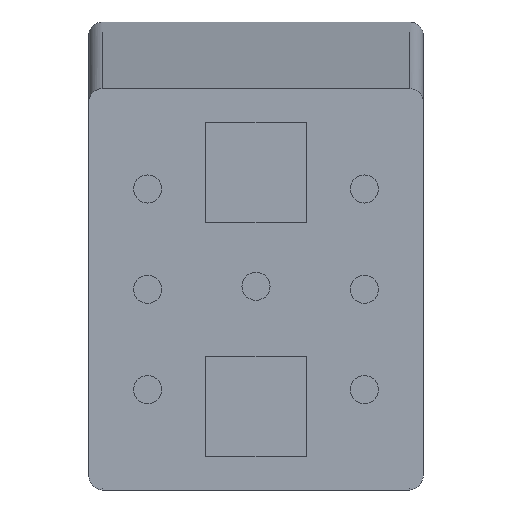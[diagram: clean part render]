
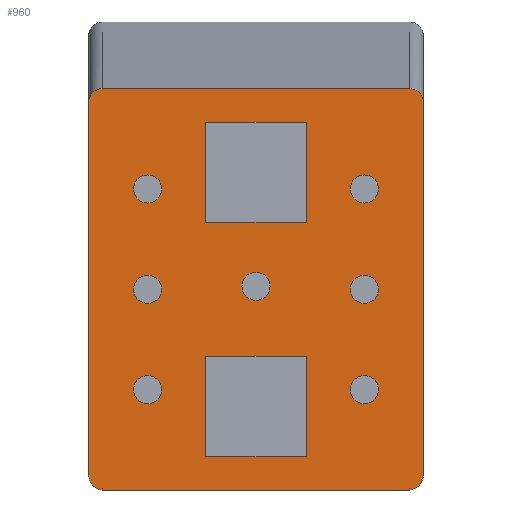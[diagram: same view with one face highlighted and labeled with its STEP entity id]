
A CAD part, front view. The second image highlights one B-rep face of the part: STEP entity #960.
In plain terms, the highlighted planar face has unit normal (0, -1, 0).
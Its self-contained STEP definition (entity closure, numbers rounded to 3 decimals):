
#43=FACE_BOUND('',#211,.T.);
#44=FACE_BOUND('',#212,.T.);
#45=FACE_BOUND('',#213,.T.);
#46=FACE_BOUND('',#214,.T.);
#47=FACE_BOUND('',#215,.T.);
#48=FACE_BOUND('',#216,.T.);
#49=FACE_BOUND('',#217,.T.);
#50=FACE_BOUND('',#218,.T.);
#51=FACE_BOUND('',#219,.T.);
#82=ELLIPSE('',#1050,2.034,2.);
#83=ELLIPSE('',#1052,2.313,2.);
#84=ELLIPSE('',#1065,2.034,2.);
#85=ELLIPSE('',#1067,2.313,2.);
#105=PLANE('',#1068);
#149=FACE_OUTER_BOUND('',#210,.T.);
#210=EDGE_LOOP('',(#765,#766,#767,#768,#769,#770,#771,#772));
#211=EDGE_LOOP('',(#773));
#212=EDGE_LOOP('',(#774));
#213=EDGE_LOOP('',(#775));
#214=EDGE_LOOP('',(#776));
#215=EDGE_LOOP('',(#777));
#216=EDGE_LOOP('',(#778));
#217=EDGE_LOOP('',(#779));
#218=EDGE_LOOP('',(#780,#781,#782,#783));
#219=EDGE_LOOP('',(#784,#785,#786,#787));
#280=LINE('',#1488,#342);
#284=LINE('',#1496,#346);
#287=LINE('',#1502,#349);
#290=LINE('',#1507,#352);
#292=LINE('',#1513,#354);
#296=LINE('',#1521,#358);
#299=LINE('',#1527,#361);
#302=LINE('',#1532,#364);
#310=LINE('',#1572,#372);
#312=LINE('',#1579,#374);
#316=LINE('',#1607,#378);
#317=LINE('',#1608,#379);
#342=VECTOR('',#1198,10.);
#346=VECTOR('',#1204,10.);
#349=VECTOR('',#1209,10.);
#352=VECTOR('',#1214,10.);
#354=VECTOR('',#1220,10.);
#358=VECTOR('',#1226,10.);
#361=VECTOR('',#1231,10.);
#364=VECTOR('',#1236,10.);
#372=VECTOR('',#1264,10.);
#374=VECTOR('',#1272,10.);
#378=VECTOR('',#1292,10.);
#379=VECTOR('',#1293,10.);
#397=CIRCLE('',#1012,2.1);
#399=CIRCLE('',#1016,2.1);
#401=CIRCLE('',#1020,2.1);
#403=CIRCLE('',#1024,2.1);
#405=CIRCLE('',#1028,2.1);
#407=CIRCLE('',#1032,2.1);
#409=CIRCLE('',#1036,2.1);
#452=VERTEX_POINT('',#1437);
#454=VERTEX_POINT('',#1444);
#456=VERTEX_POINT('',#1451);
#458=VERTEX_POINT('',#1458);
#460=VERTEX_POINT('',#1465);
#462=VERTEX_POINT('',#1472);
#464=VERTEX_POINT('',#1479);
#466=VERTEX_POINT('',#1486);
#467=VERTEX_POINT('',#1487);
#470=VERTEX_POINT('',#1495);
#472=VERTEX_POINT('',#1501);
#474=VERTEX_POINT('',#1511);
#475=VERTEX_POINT('',#1512);
#478=VERTEX_POINT('',#1520);
#480=VERTEX_POINT('',#1526);
#483=VERTEX_POINT('',#1537);
#484=VERTEX_POINT('',#1539);
#486=VERTEX_POINT('',#1556);
#487=VERTEX_POINT('',#1557);
#491=VERTEX_POINT('',#1570);
#493=VERTEX_POINT('',#1578);
#496=VERTEX_POINT('',#1599);
#497=VERTEX_POINT('',#1603);
#532=EDGE_CURVE('',#452,#452,#397,.T.);
#535=EDGE_CURVE('',#454,#454,#399,.T.);
#538=EDGE_CURVE('',#456,#456,#401,.T.);
#541=EDGE_CURVE('',#458,#458,#403,.T.);
#544=EDGE_CURVE('',#460,#460,#405,.T.);
#547=EDGE_CURVE('',#462,#462,#407,.T.);
#550=EDGE_CURVE('',#464,#464,#409,.T.);
#553=EDGE_CURVE('',#466,#467,#280,.T.);
#557=EDGE_CURVE('',#467,#470,#284,.T.);
#560=EDGE_CURVE('',#470,#472,#287,.T.);
#563=EDGE_CURVE('',#472,#466,#290,.T.);
#565=EDGE_CURVE('',#474,#475,#292,.T.);
#569=EDGE_CURVE('',#475,#478,#296,.T.);
#572=EDGE_CURVE('',#478,#480,#299,.T.);
#575=EDGE_CURVE('',#480,#474,#302,.T.);
#578=EDGE_CURVE('',#483,#484,#82,.T.);
#581=EDGE_CURVE('',#486,#487,#83,.T.);
#589=EDGE_CURVE('',#483,#491,#310,.T.);
#592=EDGE_CURVE('',#493,#487,#312,.T.);
#598=EDGE_CURVE('',#496,#491,#84,.T.);
#599=EDGE_CURVE('',#493,#497,#85,.T.);
#601=EDGE_CURVE('',#497,#496,#316,.T.);
#602=EDGE_CURVE('',#484,#486,#317,.T.);
#765=ORIENTED_EDGE('',*,*,#578,.F.);
#766=ORIENTED_EDGE('',*,*,#589,.T.);
#767=ORIENTED_EDGE('',*,*,#598,.F.);
#768=ORIENTED_EDGE('',*,*,#601,.F.);
#769=ORIENTED_EDGE('',*,*,#599,.F.);
#770=ORIENTED_EDGE('',*,*,#592,.T.);
#771=ORIENTED_EDGE('',*,*,#581,.F.);
#772=ORIENTED_EDGE('',*,*,#602,.F.);
#773=ORIENTED_EDGE('',*,*,#532,.T.);
#774=ORIENTED_EDGE('',*,*,#535,.T.);
#775=ORIENTED_EDGE('',*,*,#538,.T.);
#776=ORIENTED_EDGE('',*,*,#541,.T.);
#777=ORIENTED_EDGE('',*,*,#544,.T.);
#778=ORIENTED_EDGE('',*,*,#547,.T.);
#779=ORIENTED_EDGE('',*,*,#550,.T.);
#780=ORIENTED_EDGE('',*,*,#553,.T.);
#781=ORIENTED_EDGE('',*,*,#557,.T.);
#782=ORIENTED_EDGE('',*,*,#560,.T.);
#783=ORIENTED_EDGE('',*,*,#563,.T.);
#784=ORIENTED_EDGE('',*,*,#565,.T.);
#785=ORIENTED_EDGE('',*,*,#569,.T.);
#786=ORIENTED_EDGE('',*,*,#572,.T.);
#787=ORIENTED_EDGE('',*,*,#575,.T.);
#960=ADVANCED_FACE('',(#149,#43,#44,#45,#46,#47,#48,#49,#50,#51),#105,.T.);
#1012=AXIS2_PLACEMENT_3D('',#1438,#1135,#1136);
#1016=AXIS2_PLACEMENT_3D('',#1445,#1144,#1145);
#1020=AXIS2_PLACEMENT_3D('',#1452,#1153,#1154);
#1024=AXIS2_PLACEMENT_3D('',#1459,#1162,#1163);
#1028=AXIS2_PLACEMENT_3D('',#1466,#1171,#1172);
#1032=AXIS2_PLACEMENT_3D('',#1473,#1180,#1181);
#1036=AXIS2_PLACEMENT_3D('',#1480,#1189,#1190);
#1050=AXIS2_PLACEMENT_3D('',#1540,#1243,#1244);
#1052=AXIS2_PLACEMENT_3D('',#1558,#1248,#1249);
#1065=AXIS2_PLACEMENT_3D('',#1601,#1283,#1284);
#1067=AXIS2_PLACEMENT_3D('',#1604,#1287,#1288);
#1068=AXIS2_PLACEMENT_3D('',#1606,#1290,#1291);
#1135=DIRECTION('center_axis',(0.,1.,0.));
#1136=DIRECTION('ref_axis',(1.,0.,0.));
#1144=DIRECTION('center_axis',(0.,1.,0.));
#1145=DIRECTION('ref_axis',(1.,0.,0.));
#1153=DIRECTION('center_axis',(0.,1.,0.));
#1154=DIRECTION('ref_axis',(1.,0.,0.));
#1162=DIRECTION('center_axis',(0.,1.,0.));
#1163=DIRECTION('ref_axis',(1.,0.,0.));
#1171=DIRECTION('center_axis',(0.,1.,0.));
#1172=DIRECTION('ref_axis',(1.,0.,0.));
#1180=DIRECTION('center_axis',(0.,1.,0.));
#1181=DIRECTION('ref_axis',(1.,0.,0.));
#1189=DIRECTION('center_axis',(0.,1.,0.));
#1190=DIRECTION('ref_axis',(1.,0.,0.));
#1198=DIRECTION('',(0.,0.,1.));
#1204=DIRECTION('',(1.,0.,0.));
#1209=DIRECTION('',(0.,0.,-1.));
#1214=DIRECTION('',(-1.,0.,0.));
#1220=DIRECTION('',(0.,0.,-1.));
#1226=DIRECTION('',(-1.,0.,0.));
#1231=DIRECTION('',(0.,0.,1.));
#1236=DIRECTION('',(1.,0.,0.));
#1243=DIRECTION('center_axis',(0.,1.,0.));
#1244=DIRECTION('ref_axis',(0.,0.,1.));
#1248=DIRECTION('center_axis',(0.,1.,0.));
#1249=DIRECTION('ref_axis',(0.,0.,-1.));
#1264=DIRECTION('',(-1.,0.,0.));
#1272=DIRECTION('',(1.,0.,0.));
#1283=DIRECTION('center_axis',(0.,1.,0.));
#1284=DIRECTION('ref_axis',(0.,0.,1.));
#1287=DIRECTION('center_axis',(0.,1.,0.));
#1288=DIRECTION('ref_axis',(0.,0.,-1.));
#1290=DIRECTION('center_axis',(0.,-1.,0.));
#1291=DIRECTION('ref_axis',(0.,0.,-1.));
#1292=DIRECTION('',(0.,0.,1.));
#1293=DIRECTION('',(0.,0.,-1.));
#1437=CARTESIAN_POINT('',(-18.294,-70.126,-25.912));
#1438=CARTESIAN_POINT('Origin',(-16.194,-70.126,-25.912));
#1444=CARTESIAN_POINT('',(14.094,-70.126,4.088));
#1445=CARTESIAN_POINT('Origin',(16.194,-70.126,4.088));
#1451=CARTESIAN_POINT('',(-18.294,-70.126,-10.912));
#1452=CARTESIAN_POINT('Origin',(-16.194,-70.126,-10.912));
#1458=CARTESIAN_POINT('',(14.094,-70.126,-25.912));
#1459=CARTESIAN_POINT('Origin',(16.194,-70.126,-25.912));
#1465=CARTESIAN_POINT('',(14.094,-70.126,-10.912));
#1466=CARTESIAN_POINT('Origin',(16.194,-70.126,-10.912));
#1472=CARTESIAN_POINT('',(-18.294,-70.126,4.088));
#1473=CARTESIAN_POINT('Origin',(-16.194,-70.126,4.088));
#1479=CARTESIAN_POINT('',(-2.1,-70.126,-10.456));
#1480=CARTESIAN_POINT('Origin',(0.,-70.126,-10.456));
#1486=CARTESIAN_POINT('',(-7.5,-70.126,-35.912));
#1487=CARTESIAN_POINT('',(-7.5,-70.126,-20.912));
#1488=CARTESIAN_POINT('',(-7.5,-70.126,-0.912));
#1495=CARTESIAN_POINT('',(7.5,-70.126,-20.912));
#1496=CARTESIAN_POINT('',(3.75,-70.126,-20.912));
#1501=CARTESIAN_POINT('',(7.5,-70.126,-35.912));
#1502=CARTESIAN_POINT('',(7.5,-70.126,-8.412));
#1507=CARTESIAN_POINT('',(-3.75,-70.126,-35.912));
#1511=CARTESIAN_POINT('',(7.5,-70.126,14.088));
#1512=CARTESIAN_POINT('',(7.5,-70.126,-0.912));
#1513=CARTESIAN_POINT('',(7.5,-70.126,9.088));
#1520=CARTESIAN_POINT('',(-7.5,-70.126,-0.912));
#1521=CARTESIAN_POINT('',(-3.75,-70.126,-0.912));
#1526=CARTESIAN_POINT('',(-7.5,-70.126,14.088));
#1527=CARTESIAN_POINT('',(-7.5,-70.126,16.588));
#1532=CARTESIAN_POINT('',(3.75,-70.126,14.088));
#1537=CARTESIAN_POINT('',(23.,-70.126,19.088));
#1539=CARTESIAN_POINT('',(25.,-70.126,17.054));
#1540=CARTESIAN_POINT('Origin',(23.,-70.126,17.054));
#1556=CARTESIAN_POINT('',(25.,-70.126,-38.599));
#1557=CARTESIAN_POINT('',(23.,-70.126,-40.912));
#1558=CARTESIAN_POINT('Origin',(23.,-70.126,-38.599));
#1570=CARTESIAN_POINT('',(-23.,-70.126,19.088));
#1572=CARTESIAN_POINT('',(0.,-70.126,19.088));
#1578=CARTESIAN_POINT('',(-23.,-70.126,-40.912));
#1579=CARTESIAN_POINT('',(0.,-70.126,-40.912));
#1599=CARTESIAN_POINT('',(-25.,-70.126,17.054));
#1601=CARTESIAN_POINT('Origin',(-23.,-70.126,17.054));
#1603=CARTESIAN_POINT('',(-25.,-70.126,-38.599));
#1604=CARTESIAN_POINT('Origin',(-23.,-70.126,-38.599));
#1606=CARTESIAN_POINT('Origin',(0.,-70.126,19.088));
#1607=CARTESIAN_POINT('',(-25.,-70.126,19.088));
#1608=CARTESIAN_POINT('',(25.,-70.126,19.088));
